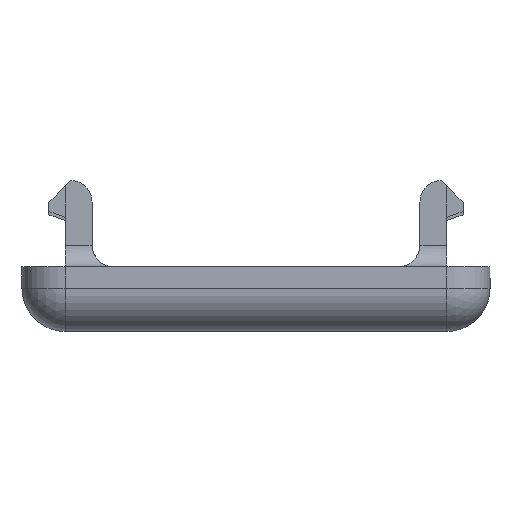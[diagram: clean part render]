
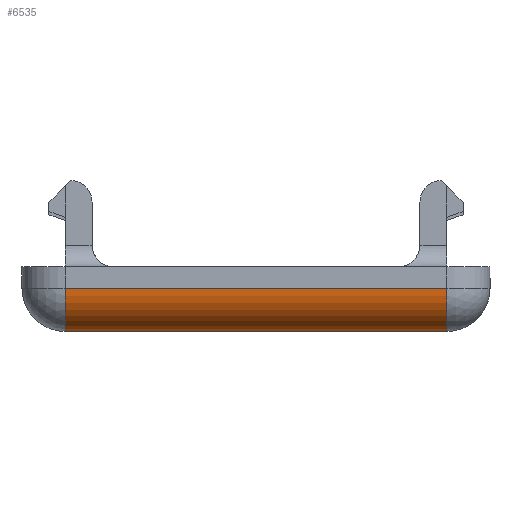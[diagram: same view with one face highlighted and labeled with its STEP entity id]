
A CAD part, left-side view. The second image highlights one B-rep face of the part: STEP entity #6535.
In plain terms, the highlighted cylindrical face has radius 2 mm (diameter 4 mm), a partial arc.
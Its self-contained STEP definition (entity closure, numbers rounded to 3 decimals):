
#1228 = CIRCLE ( 'NONE', #7191, 2. ) ;
#1230 = EDGE_CURVE ( 'NONE', #12548, #10532, #1228, .T. ) ;
#1565 = EDGE_CURVE ( 'NONE', #2454, #6014, #1870, .T. ) ;
#1870 = CIRCLE ( 'NONE', #2513, 2. ) ;
#2433 = CARTESIAN_POINT ( 'NONE',  ( -8.2, 0.25, 2. ) ) ;
#2454 = VERTEX_POINT ( 'NONE', #3614 ) ;
#2513 = AXIS2_PLACEMENT_3D ( 'NONE', #11821, #3674, #9881 ) ;
#2553 = AXIS2_PLACEMENT_3D ( 'NONE', #11624, #11558, #3475 ) ;
#3113 = ORIENTED_EDGE ( 'NONE', *, *, #1230, .F. ) ;
#3475 = DIRECTION ( 'NONE',  ( 0., 0., 1. ) ) ;
#3614 = CARTESIAN_POINT ( 'NONE',  ( -6.2, 17.95, 0. ) ) ;
#3674 = DIRECTION ( 'NONE',  ( 0., 1., 0. ) ) ;
#4697 = DIRECTION ( 'NONE',  ( 0., -1., 0. ) ) ;
#5608 = CYLINDRICAL_SURFACE ( 'NONE', #2553, 2. ) ;
#5888 = EDGE_CURVE ( 'NONE', #10532, #2454, #10381, .T. ) ;
#6014 = VERTEX_POINT ( 'NONE', #8646 ) ;
#6535 = ADVANCED_FACE ( 'NONE', ( #12623 ), #5608, .T. ) ;
#6636 = CARTESIAN_POINT ( 'NONE',  ( -6.2, 0.25, 2. ) ) ;
#6698 = CARTESIAN_POINT ( 'NONE',  ( -8.2, -1.75, 2. ) ) ;
#7191 = AXIS2_PLACEMENT_3D ( 'NONE', #6636, #8582, #8704 ) ;
#7686 = EDGE_LOOP ( 'NONE', ( #3113, #9779, #10728, #9687 ) ) ;
#7830 = CARTESIAN_POINT ( 'NONE',  ( -6.2, 0.25, 0. ) ) ;
#8385 = DIRECTION ( 'NONE',  ( 0., 1., 0. ) ) ;
#8582 = DIRECTION ( 'NONE',  ( 0., -1., 0. ) ) ;
#8646 = CARTESIAN_POINT ( 'NONE',  ( -8.2, 17.95, 2. ) ) ;
#8658 = EDGE_CURVE ( 'NONE', #6014, #12548, #12447, .T. ) ;
#8704 = DIRECTION ( 'NONE',  ( 0., 0., -1. ) ) ;
#9687 = ORIENTED_EDGE ( 'NONE', *, *, #5888, .F. ) ;
#9779 = ORIENTED_EDGE ( 'NONE', *, *, #8658, .F. ) ;
#9881 = DIRECTION ( 'NONE',  ( 0., 0., 1. ) ) ;
#10183 = CARTESIAN_POINT ( 'NONE',  ( -6.2, 0., 0. ) ) ;
#10381 = LINE ( 'NONE', #10183, #11928 ) ;
#10532 = VERTEX_POINT ( 'NONE', #7830 ) ;
#10728 = ORIENTED_EDGE ( 'NONE', *, *, #1565, .F. ) ;
#11558 = DIRECTION ( 'NONE',  ( 0., 1., 0. ) ) ;
#11624 = CARTESIAN_POINT ( 'NONE',  ( -6.2, 0., 2. ) ) ;
#11821 = CARTESIAN_POINT ( 'NONE',  ( -6.2, 17.95, 2. ) ) ;
#11928 = VECTOR ( 'NONE', #8385, 1000. ) ;
#12447 = LINE ( 'NONE', #6698, #13197 ) ;
#12548 = VERTEX_POINT ( 'NONE', #2433 ) ;
#12623 = FACE_OUTER_BOUND ( 'NONE', #7686, .T. ) ;
#13197 = VECTOR ( 'NONE', #4697, 1000. ) ;
